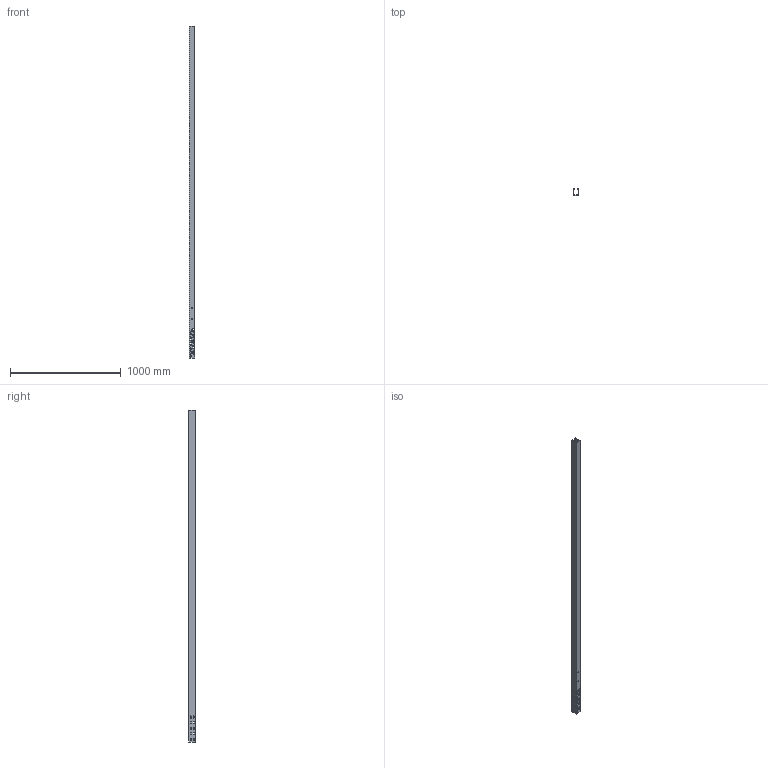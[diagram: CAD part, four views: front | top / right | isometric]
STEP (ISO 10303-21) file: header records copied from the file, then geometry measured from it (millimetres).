
FILE_DESCRIPTION (( 'STEP AP214' ), '1' );
FILE_NAME ('6056634.STEP', '2025-08-15T11:15:16', ( '' ), ( '' ), 'SwSTEP 2.0', 'SolidWorks 2024', '' );
FILE_SCHEMA (( 'AUTOMOTIVE_DESIGN' ));
Length unit declared in the file: millimetre
Products named in the file (1): 6056634
Bounding box: 50 x 61 x 3000 mm (x, y, z)
Volume: 817611.9 mm3; surface area: 1110204 mm2
Topology: 1 solids, 1 shells, 192 faces, 562 edges, 372 vertices
Faces by surface type: cylinder 102, plane 90
Entity records: 6589 total; most frequent: DIRECTION 1152, CARTESIAN_POINT 1127, ORIENTED_EDGE 1124, EDGE_CURVE 562, AXIS2_PLACEMENT_3D 397, VERTEX_POINT 372, VECTOR 358, LINE 358
